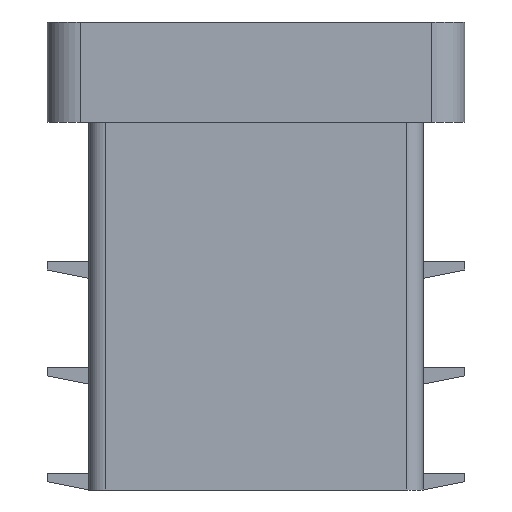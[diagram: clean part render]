
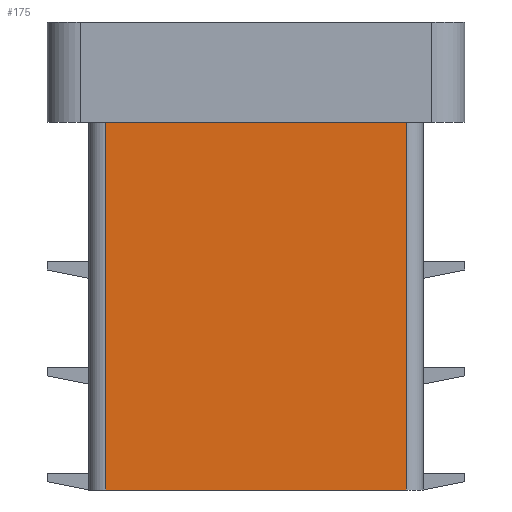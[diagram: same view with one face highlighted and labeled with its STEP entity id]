
A CAD part, left-side view. The second image highlights one B-rep face of the part: STEP entity #175.
In plain terms, the highlighted planar face has unit normal (-1, 0, 0).
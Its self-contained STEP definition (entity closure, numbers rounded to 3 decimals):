
#175 = ADVANCED_FACE( '', ( #375 ), #376, .F. );
#375 = FACE_OUTER_BOUND( '', #595, .T. );
#376 = PLANE( '', #596 );
#595 = EDGE_LOOP( '', ( #1051, #1052, #1053, #1054 ) );
#596 = AXIS2_PLACEMENT_3D( '', #1055, #1056, #1057 );
#1051 = ORIENTED_EDGE( '', *, *, #1450, .F. );
#1052 = ORIENTED_EDGE( '', *, *, #1273, .T. );
#1053 = ORIENTED_EDGE( '', *, *, #1453, .T. );
#1054 = ORIENTED_EDGE( '', *, *, #1454, .T. );
#1055 = CARTESIAN_POINT( '', ( -22.5, 10., 22. ) );
#1056 = DIRECTION( '', ( 1., 0., 0. ) );
#1057 = DIRECTION( '', ( 0., 0., -1. ) );
#1273 = EDGE_CURVE( '', #1501, #1505, #1507, .T. );
#1450 = EDGE_CURVE( '', #1501, #1779, #1780, .T. );
#1453 = EDGE_CURVE( '', #1505, #1783, #1784, .T. );
#1454 = EDGE_CURVE( '', #1783, #1779, #1785, .F. );
#1501 = VERTEX_POINT( '', #1839 );
#1505 = VERTEX_POINT( '', #1844 );
#1507 = LINE( '', #1846, #1847 );
#1779 = VERTEX_POINT( '', #2239 );
#1780 = LINE( '', #2240, #2241 );
#1783 = VERTEX_POINT( '', #2244 );
#1784 = LINE( '', #2245, #2246 );
#1785 = LINE( '', #2247, #2248 );
#1839 = CARTESIAN_POINT( '', ( -22.5, 9., 22. ) );
#1844 = CARTESIAN_POINT( '', ( -22.5, 9., 0. ) );
#1846 = CARTESIAN_POINT( '', ( -22.5, 9., 22. ) );
#1847 = VECTOR( '', #2325, 1000. );
#2239 = CARTESIAN_POINT( '', ( -22.5, -9., 22. ) );
#2240 = CARTESIAN_POINT( '', ( -22.5, 10., 22. ) );
#2241 = VECTOR( '', #2491, 1000. );
#2244 = CARTESIAN_POINT( '', ( -22.5, -9., 0. ) );
#2245 = CARTESIAN_POINT( '', ( -22.5, 10., 0. ) );
#2246 = VECTOR( '', #2495, 1000. );
#2247 = CARTESIAN_POINT( '', ( -22.5, -9., 22. ) );
#2248 = VECTOR( '', #2496, 1000. );
#2325 = DIRECTION( '', ( 0., 0., -1. ) );
#2491 = DIRECTION( '', ( 0., -1., 0. ) );
#2495 = DIRECTION( '', ( 0., -1., 0. ) );
#2496 = DIRECTION( '', ( 0., 0., -1. ) );
